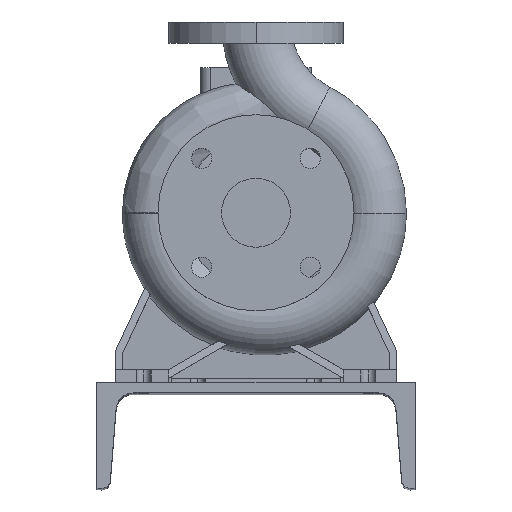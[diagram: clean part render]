
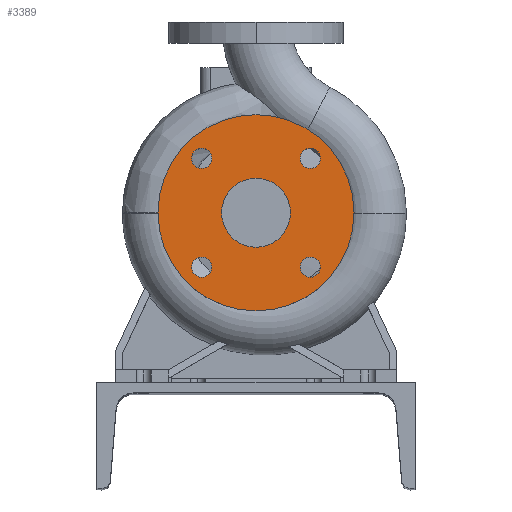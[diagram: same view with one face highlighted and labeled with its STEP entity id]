
A CAD part, top view. The second image highlights one B-rep face of the part: STEP entity #3389.
In plain terms, the highlighted planar face has unit normal (0, 0, 1).
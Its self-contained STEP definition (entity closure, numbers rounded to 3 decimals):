
#16 = CIRCLE ( 'NONE', #18220, 9.5 ) ;
#114 = ORIENTED_EDGE ( 'NONE', *, *, #11583, .T. ) ;
#196 = DIRECTION ( 'NONE',  ( 0., 0., 1. ) ) ;
#268 = DIRECTION ( 'NONE',  ( 1., 0., 0. ) ) ;
#395 = CARTESIAN_POINT ( 'NONE',  ( 0., 92.5, 100. ) ) ;
#551 = EDGE_CURVE ( 'NONE', #18151, #6819, #6986, .T. ) ;
#599 = EDGE_CURVE ( 'NONE', #1639, #3497, #10357, .T. ) ;
#703 = AXIS2_PLACEMENT_3D ( 'NONE', #16631, #2155, #13349 ) ;
#733 = VERTEX_POINT ( 'NONE', #5032 ) ;
#847 = FACE_BOUND ( 'NONE', #14861, .T. ) ;
#861 = VERTEX_POINT ( 'NONE', #2152 ) ;
#1420 = DIRECTION ( 'NONE',  ( 0., 0., 1. ) ) ;
#1639 = VERTEX_POINT ( 'NONE', #3646 ) ;
#1718 = ORIENTED_EDGE ( 'NONE', *, *, #551, .F. ) ;
#1768 = DIRECTION ( 'NONE',  ( 0., -1., 0. ) ) ;
#1787 = CIRCLE ( 'NONE', #14282, 9.5 ) ;
#2150 = AXIS2_PLACEMENT_3D ( 'NONE', #4717, #20668, #20879 ) ;
#2152 = CARTESIAN_POINT ( 'NONE',  ( 0., 32.5, 100. ) ) ;
#2155 = DIRECTION ( 'NONE',  ( 0., 0., 1. ) ) ;
#2199 = EDGE_LOOP ( 'NONE', ( #10430, #2385 ) ) ;
#2264 = CARTESIAN_POINT ( 'NONE',  ( -51.265, -41.765, 100. ) ) ;
#2341 = CIRCLE ( 'NONE', #10789, 9.5 ) ;
#2385 = ORIENTED_EDGE ( 'NONE', *, *, #7632, .F. ) ;
#2608 = CARTESIAN_POINT ( 'NONE',  ( -51.265, -51.265, 100. ) ) ;
#3248 = DIRECTION ( 'NONE',  ( 0., 0., 1. ) ) ;
#3324 = CARTESIAN_POINT ( 'NONE',  ( 41.765, 51.265, 100. ) ) ;
#3380 = CARTESIAN_POINT ( 'NONE',  ( -51.265, 51.265, 100. ) ) ;
#3389 = ADVANCED_FACE ( 'NONE', ( #847, #13746, #20413, #5738, #10594, #10906 ), #17349, .F. ) ;
#3497 = VERTEX_POINT ( 'NONE', #9330 ) ;
#3646 = CARTESIAN_POINT ( 'NONE',  ( 51.265, -60.765, 100. ) ) ;
#3658 = AXIS2_PLACEMENT_3D ( 'NONE', #9897, #3248, #268 ) ;
#3924 = EDGE_CURVE ( 'NONE', #6819, #18151, #20176, .T. ) ;
#4392 = ORIENTED_EDGE ( 'NONE', *, *, #599, .F. ) ;
#4717 = CARTESIAN_POINT ( 'NONE',  ( 0., 0., 100. ) ) ;
#4779 = CIRCLE ( 'NONE', #7834, 32.5 ) ;
#4848 = DIRECTION ( 'NONE',  ( 0., 0., 1. ) ) ;
#4915 = CARTESIAN_POINT ( 'NONE',  ( 51.265, -51.265, 100. ) ) ;
#4966 = DIRECTION ( 'NONE',  ( 0., -1., 0. ) ) ;
#5032 = CARTESIAN_POINT ( 'NONE',  ( 0., -92.5, 100. ) ) ;
#5291 = ORIENTED_EDGE ( 'NONE', *, *, #10083, .T. ) ;
#5426 = CARTESIAN_POINT ( 'NONE',  ( -51.265, -51.265, 100. ) ) ;
#5543 = EDGE_CURVE ( 'NONE', #19589, #9943, #2341, .T. ) ;
#5683 = VERTEX_POINT ( 'NONE', #395 ) ;
#5738 = FACE_OUTER_BOUND ( 'NONE', #14289, .T. ) ;
#5904 = DIRECTION ( 'NONE',  ( 0., 0., 1. ) ) ;
#6314 = DIRECTION ( 'NONE',  ( 0., -1., 0. ) ) ;
#6459 = EDGE_CURVE ( 'NONE', #3497, #1639, #16, .T. ) ;
#6559 = CIRCLE ( 'NONE', #2150, 92.5 ) ;
#6607 = DIRECTION ( 'NONE',  ( 0., 0., 1. ) ) ;
#6819 = VERTEX_POINT ( 'NONE', #6898 ) ;
#6895 = CIRCLE ( 'NONE', #11255, 9.5 ) ;
#6898 = CARTESIAN_POINT ( 'NONE',  ( 60.765, 51.265, 100. ) ) ;
#6986 = CIRCLE ( 'NONE', #13049, 9.5 ) ;
#7578 = CARTESIAN_POINT ( 'NONE',  ( -51.265, 41.765, 100. ) ) ;
#7632 = EDGE_CURVE ( 'NONE', #861, #14081, #4779, .T. ) ;
#7731 = DIRECTION ( 'NONE',  ( 0., 0., 1. ) ) ;
#7834 = AXIS2_PLACEMENT_3D ( 'NONE', #14315, #14423, #20876 ) ;
#8243 = CIRCLE ( 'NONE', #16313, 9.5 ) ;
#8372 = EDGE_LOOP ( 'NONE', ( #8876, #1718 ) ) ;
#8876 = ORIENTED_EDGE ( 'NONE', *, *, #3924, .F. ) ;
#9271 = DIRECTION ( 'NONE',  ( 0., 0., 1. ) ) ;
#9330 = CARTESIAN_POINT ( 'NONE',  ( 51.265, -41.765, 100. ) ) ;
#9897 = CARTESIAN_POINT ( 'NONE',  ( 51.265, 51.265, 100. ) ) ;
#9943 = VERTEX_POINT ( 'NONE', #7578 ) ;
#10083 = EDGE_CURVE ( 'NONE', #733, #5683, #6559, .T. ) ;
#10337 = CARTESIAN_POINT ( 'NONE',  ( -51.265, -60.765, 100. ) ) ;
#10357 = CIRCLE ( 'NONE', #11367, 9.5 ) ;
#10430 = ORIENTED_EDGE ( 'NONE', *, *, #10911, .F. ) ;
#10594 = FACE_BOUND ( 'NONE', #8372, .T. ) ;
#10786 = ORIENTED_EDGE ( 'NONE', *, *, #14251, .F. ) ;
#10789 = AXIS2_PLACEMENT_3D ( 'NONE', #3380, #196, #4966 ) ;
#10844 = CARTESIAN_POINT ( 'NONE',  ( 51.265, 51.265, 100. ) ) ;
#10906 = FACE_BOUND ( 'NONE', #12548, .T. ) ;
#10911 = EDGE_CURVE ( 'NONE', #14081, #861, #12004, .T. ) ;
#11158 = CARTESIAN_POINT ( 'NONE',  ( 51.265, -51.265, 100. ) ) ;
#11255 = AXIS2_PLACEMENT_3D ( 'NONE', #2608, #5904, #12337 ) ;
#11360 = DIRECTION ( 'NONE',  ( 0., -1., 0. ) ) ;
#11367 = AXIS2_PLACEMENT_3D ( 'NONE', #11158, #16018, #6314 ) ;
#11418 = ORIENTED_EDGE ( 'NONE', *, *, #5543, .F. ) ;
#11583 = EDGE_CURVE ( 'NONE', #5683, #733, #20639, .T. ) ;
#12004 = CIRCLE ( 'NONE', #15031, 32.5 ) ;
#12337 = DIRECTION ( 'NONE',  ( 0., -1., 0. ) ) ;
#12548 = EDGE_LOOP ( 'NONE', ( #18408, #11418 ) ) ;
#13035 = DIRECTION ( 'NONE',  ( 0., -1., 0. ) ) ;
#13049 = AXIS2_PLACEMENT_3D ( 'NONE', #10844, #9271, #15693 ) ;
#13349 = DIRECTION ( 'NONE',  ( 0., -1., 0. ) ) ;
#13392 = VERTEX_POINT ( 'NONE', #2264 ) ;
#13412 = AXIS2_PLACEMENT_3D ( 'NONE', #14496, #20839, #17450 ) ;
#13663 = EDGE_CURVE ( 'NONE', #13392, #17981, #1787, .T. ) ;
#13746 = FACE_BOUND ( 'NONE', #20223, .T. ) ;
#13770 = EDGE_CURVE ( 'NONE', #9943, #19589, #8243, .T. ) ;
#14081 = VERTEX_POINT ( 'NONE', #16879 ) ;
#14251 = EDGE_CURVE ( 'NONE', #17981, #13392, #6895, .T. ) ;
#14282 = AXIS2_PLACEMENT_3D ( 'NONE', #5426, #6607, #13035 ) ;
#14289 = EDGE_LOOP ( 'NONE', ( #5291, #114 ) ) ;
#14315 = CARTESIAN_POINT ( 'NONE',  ( 0., 0., 100. ) ) ;
#14423 = DIRECTION ( 'NONE',  ( 0., 0., 1. ) ) ;
#14496 = CARTESIAN_POINT ( 'NONE',  ( 0., 92.5, 100. ) ) ;
#14861 = EDGE_LOOP ( 'NONE', ( #4392, #15852 ) ) ;
#15031 = AXIS2_PLACEMENT_3D ( 'NONE', #16045, #4848, #1768 ) ;
#15693 = DIRECTION ( 'NONE',  ( 1., 0., 0. ) ) ;
#15852 = ORIENTED_EDGE ( 'NONE', *, *, #6459, .F. ) ;
#16018 = DIRECTION ( 'NONE',  ( 0., 0., 1. ) ) ;
#16045 = CARTESIAN_POINT ( 'NONE',  ( 0., 0., 100. ) ) ;
#16313 = AXIS2_PLACEMENT_3D ( 'NONE', #19987, #7731, #18505 ) ;
#16631 = CARTESIAN_POINT ( 'NONE',  ( 0., 0., 100. ) ) ;
#16879 = CARTESIAN_POINT ( 'NONE',  ( 0., -32.5, 100. ) ) ;
#17349 = PLANE ( 'NONE',  #13412 ) ;
#17450 = DIRECTION ( 'NONE',  ( 0., 1., 0. ) ) ;
#17981 = VERTEX_POINT ( 'NONE', #10337 ) ;
#18151 = VERTEX_POINT ( 'NONE', #3324 ) ;
#18220 = AXIS2_PLACEMENT_3D ( 'NONE', #4915, #1420, #11360 ) ;
#18408 = ORIENTED_EDGE ( 'NONE', *, *, #13770, .F. ) ;
#18505 = DIRECTION ( 'NONE',  ( 0., -1., 0. ) ) ;
#19589 = VERTEX_POINT ( 'NONE', #20831 ) ;
#19803 = ORIENTED_EDGE ( 'NONE', *, *, #13663, .F. ) ;
#19987 = CARTESIAN_POINT ( 'NONE',  ( -51.265, 51.265, 100. ) ) ;
#20176 = CIRCLE ( 'NONE', #3658, 9.5 ) ;
#20223 = EDGE_LOOP ( 'NONE', ( #10786, #19803 ) ) ;
#20413 = FACE_BOUND ( 'NONE', #2199, .T. ) ;
#20639 = CIRCLE ( 'NONE', #703, 92.5 ) ;
#20668 = DIRECTION ( 'NONE',  ( 0., 0., 1. ) ) ;
#20831 = CARTESIAN_POINT ( 'NONE',  ( -51.265, 60.765, 100. ) ) ;
#20839 = DIRECTION ( 'NONE',  ( 0., 0., -1. ) ) ;
#20876 = DIRECTION ( 'NONE',  ( 0., -1., 0. ) ) ;
#20879 = DIRECTION ( 'NONE',  ( 0., -1., 0. ) ) ;
